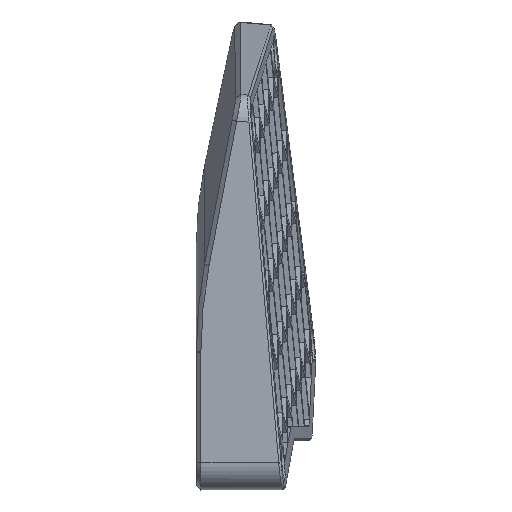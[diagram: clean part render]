
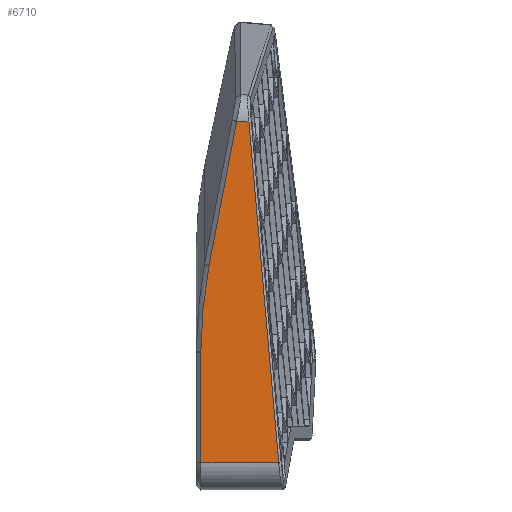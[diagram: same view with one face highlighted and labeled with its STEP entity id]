
A CAD part, left-side view. The second image highlights one B-rep face of the part: STEP entity #6710.
In plain terms, the highlighted planar face has unit normal (-1, 0, -0.002).
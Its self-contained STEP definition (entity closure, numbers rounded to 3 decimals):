
#91=B_SPLINE_CURVE_WITH_KNOTS('',3,(#9573,#9574,#9575,#9576),
 .UNSPECIFIED.,.F.,.F.,(4,4),(-1.214,-1.198),
 .UNSPECIFIED.);
#93=B_SPLINE_CURVE_WITH_KNOTS('',3,(#9601,#9602,#9603,#9604),
 .UNSPECIFIED.,.F.,.F.,(4,4),(-1.569,-1.379),
 .UNSPECIFIED.);
#95=B_SPLINE_CURVE_WITH_KNOTS('',3,(#9627,#9628,#9629,#9630),
 .UNSPECIFIED.,.F.,.F.,(4,4),(-0.656,-0.638),
 .UNSPECIFIED.);
#101=B_SPLINE_CURVE_WITH_KNOTS('',3,(#9738,#9739,#9740,#9741),
 .UNSPECIFIED.,.F.,.F.,(4,4),(-1.571,-1.569),
 .UNSPECIFIED.);
#122=B_SPLINE_CURVE_WITH_KNOTS('',3,(#9979,#9980,#9981,#9982),
 .UNSPECIFIED.,.F.,.F.,(4,4),(1.187,1.202),
 .UNSPECIFIED.);
#268=FACE_OUTER_BOUND('',#661,.T.);
#661=EDGE_LOOP('',(#4508,#4509,#4510,#4511,#4512,#4513,#4514,#4515,#4516,
#4517));
#1094=LINE('',#9553,#1860);
#1105=LINE('',#9676,#1871);
#1118=LINE('',#9968,#1884);
#1119=LINE('',#9976,#1885);
#1120=LINE('',#9978,#1886);
#1860=VECTOR('',#7650,10.);
#1871=VECTOR('',#7665,10.);
#1884=VECTOR('',#7688,10.);
#1885=VECTOR('',#7691,10.);
#1886=VECTOR('',#7692,10.);
#2767=VERTEX_POINT('',#9541);
#2769=VERTEX_POINT('',#9550);
#2770=VERTEX_POINT('',#9552);
#2773=VERTEX_POINT('',#9598);
#2774=VERTEX_POINT('',#9600);
#2783=VERTEX_POINT('',#9673);
#2784=VERTEX_POINT('',#9675);
#2797=VERTEX_POINT('',#9967);
#2798=VERTEX_POINT('',#9975);
#2799=VERTEX_POINT('',#9977);
#3423=EDGE_CURVE('',#2769,#2770,#1094,.T.);
#3426=EDGE_CURVE('',#2770,#2767,#91,.T.);
#3429=EDGE_CURVE('',#2773,#2774,#93,.T.);
#3432=EDGE_CURVE('',#2774,#2769,#95,.T.);
#3442=EDGE_CURVE('',#2783,#2784,#1105,.T.);
#3450=EDGE_CURVE('',#2784,#2773,#101,.T.);
#3477=EDGE_CURVE('',#2767,#2797,#1118,.T.);
#3479=EDGE_CURVE('',#2798,#2783,#1119,.T.);
#3480=EDGE_CURVE('',#2799,#2798,#1120,.T.);
#3481=EDGE_CURVE('',#2797,#2799,#122,.T.);
#4508=ORIENTED_EDGE('',*,*,#3426,.F.);
#4509=ORIENTED_EDGE('',*,*,#3423,.F.);
#4510=ORIENTED_EDGE('',*,*,#3432,.F.);
#4511=ORIENTED_EDGE('',*,*,#3429,.F.);
#4512=ORIENTED_EDGE('',*,*,#3450,.F.);
#4513=ORIENTED_EDGE('',*,*,#3442,.F.);
#4514=ORIENTED_EDGE('',*,*,#3479,.F.);
#4515=ORIENTED_EDGE('',*,*,#3480,.F.);
#4516=ORIENTED_EDGE('',*,*,#3481,.F.);
#4517=ORIENTED_EDGE('',*,*,#3477,.F.);
#6380=PLANE('',#7106);
#6710=ADVANCED_FACE('',(#268),#6380,.T.);
#7106=AXIS2_PLACEMENT_3D('',#9974,#7689,#7690);
#7650=DIRECTION('',(-0.002,-0.188,0.982));
#7665=DIRECTION('',(-0.002,0.,1.));
#7688=DIRECTION('',(0.,-0.996,-0.094));
#7689=DIRECTION('center_axis',(-1.,0.,-0.002));
#7690=DIRECTION('ref_axis',(0.002,0.,-1.));
#7691=DIRECTION('',(0.,1.,0.));
#7692=DIRECTION('',(0.002,-0.087,-0.996));
#9541=CARTESIAN_POINT('',(-299.888,14.633,111.829));
#9550=CARTESIAN_POINT('',(-299.832,20.704,80.056));
#9552=CARTESIAN_POINT('',(-299.888,14.651,111.736));
#9553=CARTESIAN_POINT('',(-299.843,19.507,86.324));
#9573=CARTESIAN_POINT('Ctrl Pts',(-299.888,14.651,111.736));
#9574=CARTESIAN_POINT('Ctrl Pts',(-299.888,14.645,111.767));
#9575=CARTESIAN_POINT('Ctrl Pts',(-299.888,14.639,111.798));
#9576=CARTESIAN_POINT('Ctrl Pts',(-299.888,14.633,111.829));
#9598=CARTESIAN_POINT('',(-299.798,22.558,60.837));
#9600=CARTESIAN_POINT('',(-299.831,20.738,79.876));
#9601=CARTESIAN_POINT('Ctrl Pts',(-299.798,22.558,60.837));
#9602=CARTESIAN_POINT('Ctrl Pts',(-299.809,22.546,67.223));
#9603=CARTESIAN_POINT('Ctrl Pts',(-299.82,21.936,73.607));
#9604=CARTESIAN_POINT('Ctrl Pts',(-299.831,20.738,79.876));
#9627=CARTESIAN_POINT('Ctrl Pts',(-299.831,20.738,79.876));
#9628=CARTESIAN_POINT('Ctrl Pts',(-299.832,20.727,79.936));
#9629=CARTESIAN_POINT('Ctrl Pts',(-299.832,20.716,79.996));
#9630=CARTESIAN_POINT('Ctrl Pts',(-299.832,20.704,80.056));
#9673=CARTESIAN_POINT('',(-299.754,22.558,36.237));
#9675=CARTESIAN_POINT('',(-299.797,22.558,60.651));
#9676=CARTESIAN_POINT('',(-299.85,22.558,90.491));
#9738=CARTESIAN_POINT('Ctrl Pts',(-299.797,22.558,60.651));
#9739=CARTESIAN_POINT('Ctrl Pts',(-299.797,22.558,60.713));
#9740=CARTESIAN_POINT('Ctrl Pts',(-299.797,22.558,60.775));
#9741=CARTESIAN_POINT('Ctrl Pts',(-299.798,22.558,60.837));
#9967=CARTESIAN_POINT('',(-299.888,11.95,111.575));
#9968=CARTESIAN_POINT('',(-299.888,13.527,111.725));
#9974=CARTESIAN_POINT('Origin',(-299.864,19.8,97.969));
#9975=CARTESIAN_POINT('',(-299.754,5.349,36.237));
#9976=CARTESIAN_POINT('',(-299.754,14.534,36.237));
#9977=CARTESIAN_POINT('',(-299.888,11.942,111.484));
#9978=CARTESIAN_POINT('',(-299.85,10.064,90.054));
#9979=CARTESIAN_POINT('Ctrl Pts',(-299.888,11.95,111.575));
#9980=CARTESIAN_POINT('Ctrl Pts',(-299.888,11.947,111.545));
#9981=CARTESIAN_POINT('Ctrl Pts',(-299.888,11.945,111.514));
#9982=CARTESIAN_POINT('Ctrl Pts',(-299.888,11.942,111.484));
